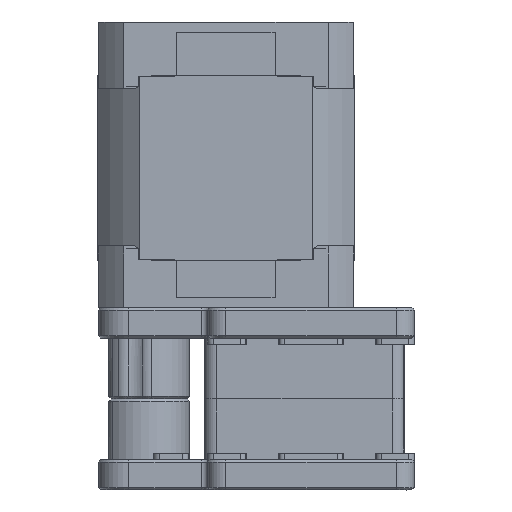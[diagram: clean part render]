
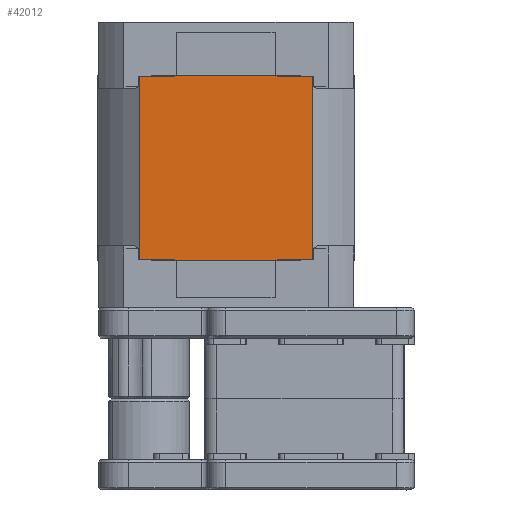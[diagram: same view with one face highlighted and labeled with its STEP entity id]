
A CAD part, left-side view. The second image highlights one B-rep face of the part: STEP entity #42012.
In plain terms, the highlighted face is planar.
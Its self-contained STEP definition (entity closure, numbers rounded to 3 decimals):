
#566=LINE('',#62861,#4484);
#574=LINE('',#62919,#4492);
#575=LINE('',#62928,#4493);
#584=LINE('',#63013,#4502);
#593=LINE('',#63067,#4511);
#621=LINE('',#63171,#4539);
#634=LINE('',#63232,#4552);
#635=LINE('',#63234,#4553);
#636=LINE('',#63235,#4554);
#637=LINE('',#63236,#4555);
#638=LINE('',#63238,#4556);
#639=LINE('',#63239,#4557);
#4484=VECTOR('',#49457,17.012);
#4492=VECTOR('',#49523,0.1);
#4493=VECTOR('',#49532,0.1);
#4502=VECTOR('',#49623,5.724);
#4511=VECTOR('',#49682,0.1);
#4539=VECTOR('',#49792,0.1);
#4552=VECTOR('',#49857,5.724);
#4553=VECTOR('',#49858,30.2);
#4554=VECTOR('',#49859,5.724);
#4555=VECTOR('',#49860,17.012);
#4556=VECTOR('',#49861,5.724);
#4557=VECTOR('',#49862,30.2);
#9386=PLANE('',#44333);
#10393=FACE_OUTER_BOUND('',#12436,.T.);
#12436=EDGE_LOOP('',(#29226,#29227,#29228,#29229,#29230,#29231,#29232,#29233,
#29234,#29235,#29236,#29237));
#17342=VERTEX_POINT('',#62859);
#17343=VERTEX_POINT('',#62860);
#17361=VERTEX_POINT('',#62911);
#17364=VERTEX_POINT('',#62917);
#17367=VERTEX_POINT('',#62926);
#17368=VERTEX_POINT('',#62927);
#17402=VERTEX_POINT('',#63011);
#17403=VERTEX_POINT('',#63012);
#17458=VERTEX_POINT('',#63169);
#17480=VERTEX_POINT('',#63231);
#17481=VERTEX_POINT('',#63233);
#17482=VERTEX_POINT('',#63237);
#21873=EDGE_CURVE('',#17342,#17343,#566,.T.);
#21900=EDGE_CURVE('',#17361,#17364,#574,.T.);
#21903=EDGE_CURVE('',#17367,#17368,#575,.T.);
#21942=EDGE_CURVE('',#17402,#17403,#584,.T.);
#21970=EDGE_CURVE('',#17403,#17342,#593,.T.);
#22028=EDGE_CURVE('',#17343,#17458,#621,.T.);
#22060=EDGE_CURVE('',#17480,#17458,#634,.T.);
#22061=EDGE_CURVE('',#17481,#17480,#635,.T.);
#22062=EDGE_CURVE('',#17367,#17481,#636,.T.);
#22063=EDGE_CURVE('',#17361,#17368,#637,.T.);
#22064=EDGE_CURVE('',#17482,#17364,#638,.T.);
#22065=EDGE_CURVE('',#17402,#17482,#639,.T.);
#29226=ORIENTED_EDGE('',*,*,#22028,.T.);
#29227=ORIENTED_EDGE('',*,*,#22060,.F.);
#29228=ORIENTED_EDGE('',*,*,#22061,.F.);
#29229=ORIENTED_EDGE('',*,*,#22062,.F.);
#29230=ORIENTED_EDGE('',*,*,#21903,.T.);
#29231=ORIENTED_EDGE('',*,*,#22063,.F.);
#29232=ORIENTED_EDGE('',*,*,#21900,.T.);
#29233=ORIENTED_EDGE('',*,*,#22064,.F.);
#29234=ORIENTED_EDGE('',*,*,#22065,.F.);
#29235=ORIENTED_EDGE('',*,*,#21942,.T.);
#29236=ORIENTED_EDGE('',*,*,#21970,.T.);
#29237=ORIENTED_EDGE('',*,*,#21873,.T.);
#42012=ADVANCED_FACE('',(#10393),#9386,.T.);
#44333=AXIS2_PLACEMENT_3D('',#63230,#49855,#49856);
#49457=DIRECTION('',(1.,0.,0.));
#49523=DIRECTION('',(0.,0.,1.));
#49532=DIRECTION('',(0.,0.,-1.));
#49623=DIRECTION('',(1.,0.,0.));
#49682=DIRECTION('',(0.,0.,1.));
#49792=DIRECTION('',(0.,0.,-1.));
#49855=DIRECTION('center_axis',(0.,1.,0.));
#49856=DIRECTION('ref_axis',(0.,0.,1.));
#49857=DIRECTION('',(-1.,0.,0.));
#49858=DIRECTION('',(0.,0.,1.));
#49859=DIRECTION('',(1.,0.,0.));
#49860=DIRECTION('',(1.,0.,0.));
#49861=DIRECTION('',(1.,0.,0.));
#49862=DIRECTION('',(0.,0.,-1.));
#62859=CARTESIAN_POINT('',(-8.506,21.1,10.76));
#62860=CARTESIAN_POINT('',(8.506,21.1,10.76));
#62861=CARTESIAN_POINT('',(-8.506,21.1,10.76));
#62911=CARTESIAN_POINT('',(-8.506,21.1,-19.64));
#62917=CARTESIAN_POINT('',(-8.506,21.1,-19.54));
#62919=CARTESIAN_POINT('',(-8.506,21.1,-19.64));
#62926=CARTESIAN_POINT('',(8.506,21.1,-19.54));
#62927=CARTESIAN_POINT('',(8.506,21.1,-19.64));
#62928=CARTESIAN_POINT('',(8.506,21.1,-19.54));
#63011=CARTESIAN_POINT('',(-14.23,21.1,10.66));
#63012=CARTESIAN_POINT('',(-8.506,21.1,10.66));
#63013=CARTESIAN_POINT('',(-14.23,21.1,10.66));
#63067=CARTESIAN_POINT('',(-8.506,21.1,10.66));
#63169=CARTESIAN_POINT('',(8.506,21.1,10.66));
#63171=CARTESIAN_POINT('',(8.506,21.1,10.76));
#63230=CARTESIAN_POINT('Origin',(-14.231,21.1,10.761));
#63231=CARTESIAN_POINT('',(14.23,21.1,10.66));
#63232=CARTESIAN_POINT('',(14.23,21.1,10.66));
#63233=CARTESIAN_POINT('',(14.23,21.1,-19.54));
#63234=CARTESIAN_POINT('',(14.23,21.1,-19.54));
#63235=CARTESIAN_POINT('',(8.506,21.1,-19.54));
#63236=CARTESIAN_POINT('',(-8.506,21.1,-19.64));
#63237=CARTESIAN_POINT('',(-14.23,21.1,-19.54));
#63238=CARTESIAN_POINT('',(-14.23,21.1,-19.54));
#63239=CARTESIAN_POINT('',(-14.23,21.1,10.66));
